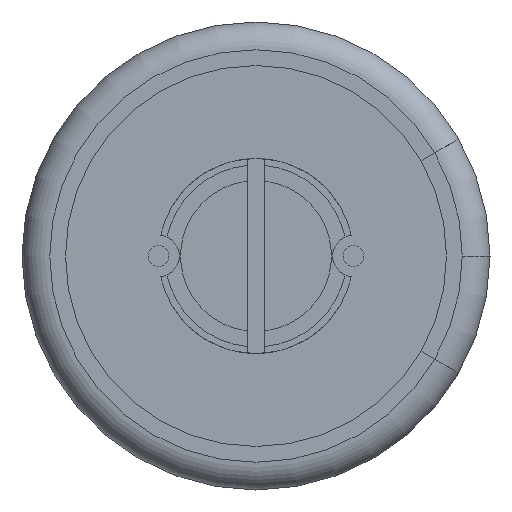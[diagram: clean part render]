
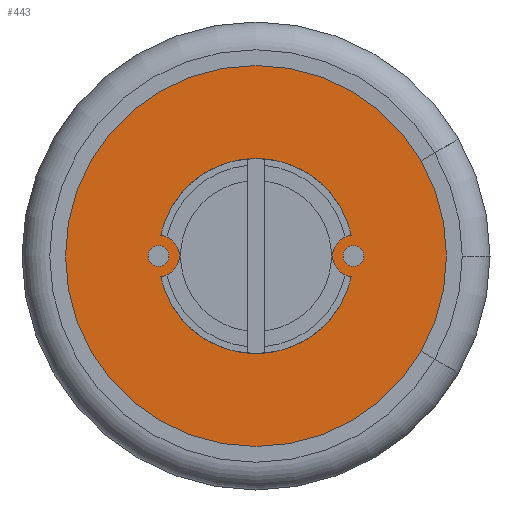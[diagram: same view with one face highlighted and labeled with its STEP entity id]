
A CAD part, front view. The second image highlights one B-rep face of the part: STEP entity #443.
In plain terms, the highlighted planar face has unit normal (0, -1, 0).
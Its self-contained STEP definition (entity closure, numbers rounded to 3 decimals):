
#98 = CARTESIAN_POINT ( 'NONE',  ( 3.75, 0.95, 0. ) ) ;
#220 = DIRECTION ( 'NONE',  ( 0., -1., 0. ) ) ;
#229 = AXIS2_PLACEMENT_3D ( 'NONE', #1813, #1788, #252 ) ;
#230 = CIRCLE ( 'NONE', #931, 7.326 ) ;
#252 = DIRECTION ( 'NONE',  ( -1., 0., 0. ) ) ;
#300 = CARTESIAN_POINT ( 'NONE',  ( 0., 0.95, 3.75 ) ) ;
#305 = CARTESIAN_POINT ( 'NONE',  ( 0., 0.95, 0. ) ) ;
#329 = EDGE_CURVE ( 'NONE', #575, #1597, #891, .T. ) ;
#381 = EDGE_CURVE ( 'NONE', #1597, #796, #2494, .T. ) ;
#390 = DIRECTION ( 'NONE',  ( 0., 1., 0. ) ) ;
#429 = DIRECTION ( 'NONE',  ( 0., -1., 0. ) ) ;
#432 = AXIS2_PLACEMENT_3D ( 'NONE', #689, #220, #2222 ) ;
#442 = CARTESIAN_POINT ( 'NONE',  ( 3.665, 0.95, -0.795 ) ) ;
#443 = ADVANCED_FACE ( 'NONE', ( #2281, #570 ), #497, .F. ) ;
#464 = CARTESIAN_POINT ( 'NONE',  ( 0., 0.95, 0. ) ) ;
#468 = DIRECTION ( 'NONE',  ( 0., -1., 0. ) ) ;
#497 = PLANE ( 'NONE',  #625 ) ;
#504 = ORIENTED_EDGE ( 'NONE', *, *, #1679, .T. ) ;
#570 = FACE_OUTER_BOUND ( 'NONE', #965, .T. ) ;
#575 = VERTEX_POINT ( 'NONE', #904 ) ;
#595 = CARTESIAN_POINT ( 'NONE',  ( 7.326, 0.95, 0. ) ) ;
#617 = VERTEX_POINT ( 'NONE', #442 ) ;
#625 = AXIS2_PLACEMENT_3D ( 'NONE', #305, #2520, #1851 ) ;
#685 = EDGE_CURVE ( 'NONE', #2857, #1306, #2523, .T. ) ;
#689 = CARTESIAN_POINT ( 'NONE',  ( 0., 0.95, 0. ) ) ;
#695 = ORIENTED_EDGE ( 'NONE', *, *, #685, .T. ) ;
#769 = DIRECTION ( 'NONE',  ( 1., 0., 0. ) ) ;
#778 = CARTESIAN_POINT ( 'NONE',  ( 0., 0.95, 0. ) ) ;
#792 = EDGE_LOOP ( 'NONE', ( #1871, #1406, #2053, #504, #2042 ) ) ;
#796 = VERTEX_POINT ( 'NONE', #1801 ) ;
#891 = CIRCLE ( 'NONE', #229, 3.75 ) ;
#904 = CARTESIAN_POINT ( 'NONE',  ( 3.665, 0.95, 0.795 ) ) ;
#931 = AXIS2_PLACEMENT_3D ( 'NONE', #2762, #1415, #769 ) ;
#965 = EDGE_LOOP ( 'NONE', ( #2699, #2540, #695 ) ) ;
#1060 = DIRECTION ( 'NONE',  ( -1., 0., 0. ) ) ;
#1073 = VERTEX_POINT ( 'NONE', #2393 ) ;
#1217 = AXIS2_PLACEMENT_3D ( 'NONE', #464, #2271, #2025 ) ;
#1223 = DIRECTION ( 'NONE',  ( -1., 0., 0. ) ) ;
#1306 = VERTEX_POINT ( 'NONE', #2182 ) ;
#1406 = ORIENTED_EDGE ( 'NONE', *, *, #381, .F. ) ;
#1415 = DIRECTION ( 'NONE',  ( 0., -1., 0. ) ) ;
#1555 = CIRCLE ( 'NONE', #2611, 0.8 ) ;
#1597 = VERTEX_POINT ( 'NONE', #300 ) ;
#1640 = DIRECTION ( 'NONE',  ( -1., 0., 0. ) ) ;
#1671 = CIRCLE ( 'NONE', #2086, 0.8 ) ;
#1679 = EDGE_CURVE ( 'NONE', #575, #617, #1671, .T. ) ;
#1700 = EDGE_CURVE ( 'NONE', #1073, #2857, #230, .T. ) ;
#1721 = CARTESIAN_POINT ( 'NONE',  ( -3.75, 0.95, 0. ) ) ;
#1750 = AXIS2_PLACEMENT_3D ( 'NONE', #778, #429, #1223 ) ;
#1788 = DIRECTION ( 'NONE',  ( 0., -1., 0. ) ) ;
#1801 = CARTESIAN_POINT ( 'NONE',  ( -3.665, 0.95, 0.795 ) ) ;
#1813 = CARTESIAN_POINT ( 'NONE',  ( 0., 0.95, 0. ) ) ;
#1851 = DIRECTION ( 'NONE',  ( -1., 0., 0. ) ) ;
#1871 = ORIENTED_EDGE ( 'NONE', *, *, #2200, .F. ) ;
#1977 = VERTEX_POINT ( 'NONE', #2664 ) ;
#2025 = DIRECTION ( 'NONE',  ( 1., 0., 0. ) ) ;
#2027 = DIRECTION ( 'NONE',  ( -1., 0., 0. ) ) ;
#2042 = ORIENTED_EDGE ( 'NONE', *, *, #2546, .F. ) ;
#2053 = ORIENTED_EDGE ( 'NONE', *, *, #329, .F. ) ;
#2062 = AXIS2_PLACEMENT_3D ( 'NONE', #2503, #468, #2027 ) ;
#2086 = AXIS2_PLACEMENT_3D ( 'NONE', #98, #2525, #1640 ) ;
#2182 = CARTESIAN_POINT ( 'NONE',  ( 6.344, 0.95, 3.663 ) ) ;
#2200 = EDGE_CURVE ( 'NONE', #796, #1977, #1555, .T. ) ;
#2222 = DIRECTION ( 'NONE',  ( 1., 0., 0. ) ) ;
#2270 = CIRCLE ( 'NONE', #1750, 3.75 ) ;
#2271 = DIRECTION ( 'NONE',  ( 0., -1., 0. ) ) ;
#2281 = FACE_BOUND ( 'NONE', #792, .T. ) ;
#2393 = CARTESIAN_POINT ( 'NONE',  ( 6.344, 0.95, -3.663 ) ) ;
#2461 = CIRCLE ( 'NONE', #432, 7.326 ) ;
#2494 = CIRCLE ( 'NONE', #2062, 3.75 ) ;
#2503 = CARTESIAN_POINT ( 'NONE',  ( 0., 0.95, 0. ) ) ;
#2520 = DIRECTION ( 'NONE',  ( 0., 1., 0. ) ) ;
#2523 = CIRCLE ( 'NONE', #1217, 7.326 ) ;
#2525 = DIRECTION ( 'NONE',  ( 0., -1., 0. ) ) ;
#2540 = ORIENTED_EDGE ( 'NONE', *, *, #1700, .T. ) ;
#2546 = EDGE_CURVE ( 'NONE', #1977, #617, #2270, .T. ) ;
#2611 = AXIS2_PLACEMENT_3D ( 'NONE', #1721, #390, #1060 ) ;
#2664 = CARTESIAN_POINT ( 'NONE',  ( -3.665, 0.95, -0.795 ) ) ;
#2699 = ORIENTED_EDGE ( 'NONE', *, *, #2757, .T. ) ;
#2757 = EDGE_CURVE ( 'NONE', #1306, #1073, #2461, .T. ) ;
#2762 = CARTESIAN_POINT ( 'NONE',  ( 0., 0.95, 0. ) ) ;
#2857 = VERTEX_POINT ( 'NONE', #595 ) ;
